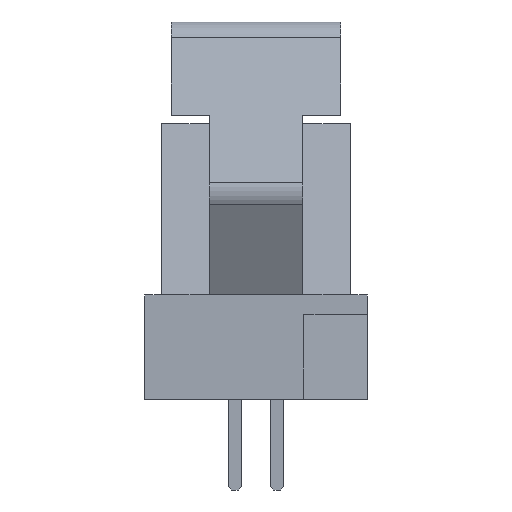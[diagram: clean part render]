
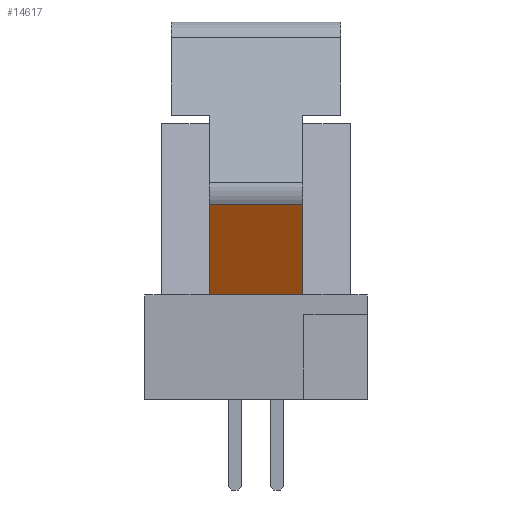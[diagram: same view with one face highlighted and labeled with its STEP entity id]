
A CAD part, left-side view. The second image highlights one B-rep face of the part: STEP entity #14617.
In plain terms, the highlighted planar face has unit normal (-0.866, 0, -0.5).
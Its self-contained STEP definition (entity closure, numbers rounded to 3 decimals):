
#6208 = VERTEX_POINT('',#6209);
#6209 = CARTESIAN_POINT('',(-9.751,1.397,5.921));
#6223 = PLANE('',#6224);
#6224 = AXIS2_PLACEMENT_3D('',#6225,#6226,#6227);
#6225 = CARTESIAN_POINT('',(10.414,1.397,3.242));
#6226 = DIRECTION('',(0.,1.,0.));
#6227 = DIRECTION('',(-1.,0.,0.));
#6251 = PLANE('',#6252);
#6252 = AXIS2_PLACEMENT_3D('',#6253,#6254,#6255);
#6253 = CARTESIAN_POINT('',(-9.115,1.397,6.343));
#6254 = DIRECTION('',(0.,-1.,0.));
#6255 = DIRECTION('',(1.,0.,0.));
#7429 = PLANE('',#7430);
#7430 = AXIS2_PLACEMENT_3D('',#7431,#7432,#7433);
#7431 = CARTESIAN_POINT('',(-9.115,-1.397,6.343));
#7432 = DIRECTION('',(0.,-1.,0.));
#7433 = DIRECTION('',(1.,0.,0.));
#7517 = VERTEX_POINT('',#7518);
#7518 = CARTESIAN_POINT('',(-9.751,-1.397,5.921));
#7555 = PLANE('',#7556);
#7556 = AXIS2_PLACEMENT_3D('',#7557,#7558,#7559);
#7557 = CARTESIAN_POINT('',(-10.414,-1.397,3.242));
#7558 = DIRECTION('',(0.,-1.,0.));
#7559 = DIRECTION('',(1.,0.,0.));
#10183 = PLANE('',#10184);
#10184 = AXIS2_PLACEMENT_3D('',#10185,#10186,#10187);
#10185 = CARTESIAN_POINT('',(0.,0.,3.242
    ));
#10186 = DIRECTION('',(0.,0.,1.));
#10187 = DIRECTION('',(0.,-1.,0.));
#10207 = EDGE_CURVE('',#6208,#10208,#10210,.T.);
#10208 = VERTEX_POINT('',#10209);
#10209 = CARTESIAN_POINT('',(-8.204,1.397,3.242));
#10210 = SURFACE_CURVE('',#10211,(#10215,#10222),.PCURVE_S1.);
#10211 = LINE('',#10212,#10213);
#10212 = CARTESIAN_POINT('',(-9.774,1.397,5.962));
#10213 = VECTOR('',#10214,1.);
#10214 = DIRECTION('',(0.5,0.,-0.866));
#10215 = PCURVE('',#6223,#10216);
#10216 = DEFINITIONAL_REPRESENTATION('',(#10217),#10221);
#10217 = LINE('',#10218,#10219);
#10218 = CARTESIAN_POINT('',(20.188,2.72));
#10219 = VECTOR('',#10220,1.);
#10220 = DIRECTION('',(-0.5,-0.866));
#10221 = ( GEOMETRIC_REPRESENTATION_CONTEXT(2) 
PARAMETRIC_REPRESENTATION_CONTEXT() REPRESENTATION_CONTEXT('2D SPACE',''
  ) );
#10222 = PCURVE('',#10223,#10228);
#10223 = PLANE('',#10224);
#10224 = AXIS2_PLACEMENT_3D('',#10225,#10226,#10227);
#10225 = CARTESIAN_POINT('',(-9.774,-1.397,5.962));
#10226 = DIRECTION('',(0.866,0.,0.5));
#10227 = DIRECTION('',(-0.5,0.,0.866));
#10228 = DEFINITIONAL_REPRESENTATION('',(#10229),#10233);
#10229 = LINE('',#10230,#10231);
#10230 = CARTESIAN_POINT('',(0.,-2.794));
#10231 = VECTOR('',#10232,1.);
#10232 = DIRECTION('',(-1.,0.));
#10233 = ( GEOMETRIC_REPRESENTATION_CONTEXT(2) 
PARAMETRIC_REPRESENTATION_CONTEXT() REPRESENTATION_CONTEXT('2D SPACE',''
  ) );
#10313 = EDGE_CURVE('',#10314,#6208,#10316,.T.);
#10314 = VERTEX_POINT('',#10315);
#10315 = CARTESIAN_POINT('',(-9.774,1.397,5.962));
#10316 = SURFACE_CURVE('',#10317,(#10321,#10328),.PCURVE_S1.);
#10317 = LINE('',#10318,#10319);
#10318 = CARTESIAN_POINT('',(-9.774,1.397,5.962));
#10319 = VECTOR('',#10320,1.);
#10320 = DIRECTION('',(0.5,0.,-0.866));
#10321 = PCURVE('',#6251,#10322);
#10322 = DEFINITIONAL_REPRESENTATION('',(#10323),#10327);
#10323 = LINE('',#10324,#10325);
#10324 = CARTESIAN_POINT('',(-0.66,-0.381));
#10325 = VECTOR('',#10326,1.);
#10326 = DIRECTION('',(0.5,-0.866));
#10327 = ( GEOMETRIC_REPRESENTATION_CONTEXT(2) 
PARAMETRIC_REPRESENTATION_CONTEXT() REPRESENTATION_CONTEXT('2D SPACE',''
  ) );
#10328 = PCURVE('',#10223,#10329);
#10329 = DEFINITIONAL_REPRESENTATION('',(#10330),#10334);
#10330 = LINE('',#10331,#10332);
#10331 = CARTESIAN_POINT('',(0.,-2.794));
#10332 = VECTOR('',#10333,1.);
#10333 = DIRECTION('',(-1.,0.));
#10334 = ( GEOMETRIC_REPRESENTATION_CONTEXT(2) 
PARAMETRIC_REPRESENTATION_CONTEXT() REPRESENTATION_CONTEXT('2D SPACE',''
  ) );
#10353 = CYLINDRICAL_SURFACE('',#10354,0.762);
#10354 = AXIS2_PLACEMENT_3D('',#10355,#10356,#10357);
#10355 = CARTESIAN_POINT('',(-9.115,-1.397,6.343));
#10356 = DIRECTION('',(0.,-1.,0.));
#10357 = DIRECTION('',(-1.,0.,0.));
#11158 = VERTEX_POINT('',#11159);
#11159 = CARTESIAN_POINT('',(-9.774,-1.397,5.962));
#11203 = EDGE_CURVE('',#11158,#7517,#11204,.T.);
#11204 = SURFACE_CURVE('',#11205,(#11209,#11216),.PCURVE_S1.);
#11205 = LINE('',#11206,#11207);
#11206 = CARTESIAN_POINT('',(-9.774,-1.397,5.962));
#11207 = VECTOR('',#11208,1.);
#11208 = DIRECTION('',(0.5,0.,-0.866));
#11209 = PCURVE('',#7429,#11210);
#11210 = DEFINITIONAL_REPRESENTATION('',(#11211),#11215);
#11211 = LINE('',#11212,#11213);
#11212 = CARTESIAN_POINT('',(-0.66,-0.381));
#11213 = VECTOR('',#11214,1.);
#11214 = DIRECTION('',(0.5,-0.866));
#11215 = ( GEOMETRIC_REPRESENTATION_CONTEXT(2) 
PARAMETRIC_REPRESENTATION_CONTEXT() REPRESENTATION_CONTEXT('2D SPACE',''
  ) );
#11216 = PCURVE('',#10223,#11217);
#11217 = DEFINITIONAL_REPRESENTATION('',(#11218),#11222);
#11218 = LINE('',#11219,#11220);
#11219 = CARTESIAN_POINT('',(0.,0.));
#11220 = VECTOR('',#11221,1.);
#11221 = DIRECTION('',(-1.,0.));
#11222 = ( GEOMETRIC_REPRESENTATION_CONTEXT(2) 
PARAMETRIC_REPRESENTATION_CONTEXT() REPRESENTATION_CONTEXT('2D SPACE',''
  ) );
#11229 = EDGE_CURVE('',#11230,#7517,#11232,.T.);
#11230 = VERTEX_POINT('',#11231);
#11231 = CARTESIAN_POINT('',(-8.204,-1.397,3.242));
#11232 = SURFACE_CURVE('',#11233,(#11237,#11244),.PCURVE_S1.);
#11233 = LINE('',#11234,#11235);
#11234 = CARTESIAN_POINT('',(-8.757,-1.397,4.199));
#11235 = VECTOR('',#11236,1.);
#11236 = DIRECTION('',(-0.5,0.,0.866));
#11237 = PCURVE('',#7555,#11238);
#11238 = DEFINITIONAL_REPRESENTATION('',(#11239),#11243);
#11239 = LINE('',#11240,#11241);
#11240 = CARTESIAN_POINT('',(1.657,0.957));
#11241 = VECTOR('',#11242,1.);
#11242 = DIRECTION('',(-0.5,0.866));
#11243 = ( GEOMETRIC_REPRESENTATION_CONTEXT(2) 
PARAMETRIC_REPRESENTATION_CONTEXT() REPRESENTATION_CONTEXT('2D SPACE',''
  ) );
#11244 = PCURVE('',#10223,#11245);
#11245 = DEFINITIONAL_REPRESENTATION('',(#11246),#11250);
#11246 = LINE('',#11247,#11248);
#11247 = CARTESIAN_POINT('',(-2.036,0.));
#11248 = VECTOR('',#11249,1.);
#11249 = DIRECTION('',(1.,0.));
#11250 = ( GEOMETRIC_REPRESENTATION_CONTEXT(2) 
PARAMETRIC_REPRESENTATION_CONTEXT() REPRESENTATION_CONTEXT('2D SPACE',''
  ) );
#14595 = EDGE_CURVE('',#11230,#10208,#14596,.T.);
#14596 = SURFACE_CURVE('',#14597,(#14601,#14608),.PCURVE_S1.);
#14597 = LINE('',#14598,#14599);
#14598 = CARTESIAN_POINT('',(-8.204,-1.397,3.242));
#14599 = VECTOR('',#14600,1.);
#14600 = DIRECTION('',(0.,1.,0.));
#14601 = PCURVE('',#10183,#14602);
#14602 = DEFINITIONAL_REPRESENTATION('',(#14603),#14607);
#14603 = LINE('',#14604,#14605);
#14604 = CARTESIAN_POINT('',(1.397,-8.204));
#14605 = VECTOR('',#14606,1.);
#14606 = DIRECTION('',(-1.,0.));
#14607 = ( GEOMETRIC_REPRESENTATION_CONTEXT(2) 
PARAMETRIC_REPRESENTATION_CONTEXT() REPRESENTATION_CONTEXT('2D SPACE',''
  ) );
#14608 = PCURVE('',#10223,#14609);
#14609 = DEFINITIONAL_REPRESENTATION('',(#14610),#14614);
#14610 = LINE('',#14611,#14612);
#14611 = CARTESIAN_POINT('',(-3.141,0.));
#14612 = VECTOR('',#14613,1.);
#14613 = DIRECTION('',(0.,-1.));
#14614 = ( GEOMETRIC_REPRESENTATION_CONTEXT(2) 
PARAMETRIC_REPRESENTATION_CONTEXT() REPRESENTATION_CONTEXT('2D SPACE',''
  ) );
#14617 = ADVANCED_FACE('',(#14618),#10223,.F.);
#14618 = FACE_BOUND('',#14619,.T.);
#14619 = EDGE_LOOP('',(#14620,#14621,#14622,#14623,#14624,#14625));
#14620 = ORIENTED_EDGE('',*,*,#10313,.T.);
#14621 = ORIENTED_EDGE('',*,*,#10207,.T.);
#14622 = ORIENTED_EDGE('',*,*,#14595,.F.);
#14623 = ORIENTED_EDGE('',*,*,#11229,.T.);
#14624 = ORIENTED_EDGE('',*,*,#11203,.F.);
#14625 = ORIENTED_EDGE('',*,*,#14626,.T.);
#14626 = EDGE_CURVE('',#11158,#10314,#14627,.T.);
#14627 = SURFACE_CURVE('',#14628,(#14632,#14639),.PCURVE_S1.);
#14628 = LINE('',#14629,#14630);
#14629 = CARTESIAN_POINT('',(-9.774,-1.397,5.962));
#14630 = VECTOR('',#14631,1.);
#14631 = DIRECTION('',(0.,1.,0.));
#14632 = PCURVE('',#10223,#14633);
#14633 = DEFINITIONAL_REPRESENTATION('',(#14634),#14638);
#14634 = LINE('',#14635,#14636);
#14635 = CARTESIAN_POINT('',(0.,0.));
#14636 = VECTOR('',#14637,1.);
#14637 = DIRECTION('',(0.,-1.));
#14638 = ( GEOMETRIC_REPRESENTATION_CONTEXT(2) 
PARAMETRIC_REPRESENTATION_CONTEXT() REPRESENTATION_CONTEXT('2D SPACE',''
  ) );
#14639 = PCURVE('',#10353,#14640);
#14640 = DEFINITIONAL_REPRESENTATION('',(#14641),#14667);
#14641 = B_SPLINE_CURVE_WITH_KNOTS('',3,(#14642,#14643,#14644,#14645,
    #14646,#14647,#14648,#14649,#14650,#14651,#14652,#14653,#14654,
    #14655,#14656,#14657,#14658,#14659,#14660,#14661,#14662,#14663,
    #14664,#14665,#14666),.UNSPECIFIED.,.F.,.F.,(4,1,1,1,1,1,1,1,1,1,1,1
    ,1,1,1,1,1,1,1,1,1,1,4),(-0.,0.127,0.254,0.381,0.508,0.635,0.762,
    0.889,1.016,1.143,1.27,1.397,1.524,1.651,1.778,1.905,2.032,2.159,
    2.286,2.413,2.54,2.667,2.794),.QUASI_UNIFORM_KNOTS.);
#14642 = CARTESIAN_POINT('',(0.524,0.));
#14643 = CARTESIAN_POINT('',(0.524,-0.042));
#14644 = CARTESIAN_POINT('',(0.524,-0.127));
#14645 = CARTESIAN_POINT('',(0.524,-0.254));
#14646 = CARTESIAN_POINT('',(0.524,-0.381));
#14647 = CARTESIAN_POINT('',(0.524,-0.508));
#14648 = CARTESIAN_POINT('',(0.524,-0.635));
#14649 = CARTESIAN_POINT('',(0.524,-0.762));
#14650 = CARTESIAN_POINT('',(0.524,-0.889));
#14651 = CARTESIAN_POINT('',(0.524,-1.016));
#14652 = CARTESIAN_POINT('',(0.524,-1.143));
#14653 = CARTESIAN_POINT('',(0.524,-1.27));
#14654 = CARTESIAN_POINT('',(0.524,-1.397));
#14655 = CARTESIAN_POINT('',(0.524,-1.524));
#14656 = CARTESIAN_POINT('',(0.524,-1.651));
#14657 = CARTESIAN_POINT('',(0.524,-1.778));
#14658 = CARTESIAN_POINT('',(0.524,-1.905));
#14659 = CARTESIAN_POINT('',(0.524,-2.032));
#14660 = CARTESIAN_POINT('',(0.524,-2.159));
#14661 = CARTESIAN_POINT('',(0.524,-2.286));
#14662 = CARTESIAN_POINT('',(0.524,-2.413));
#14663 = CARTESIAN_POINT('',(0.524,-2.54));
#14664 = CARTESIAN_POINT('',(0.524,-2.667));
#14665 = CARTESIAN_POINT('',(0.524,-2.752));
#14666 = CARTESIAN_POINT('',(0.524,-2.794));
#14667 = ( GEOMETRIC_REPRESENTATION_CONTEXT(2) 
PARAMETRIC_REPRESENTATION_CONTEXT() REPRESENTATION_CONTEXT('2D SPACE',''
  ) );
